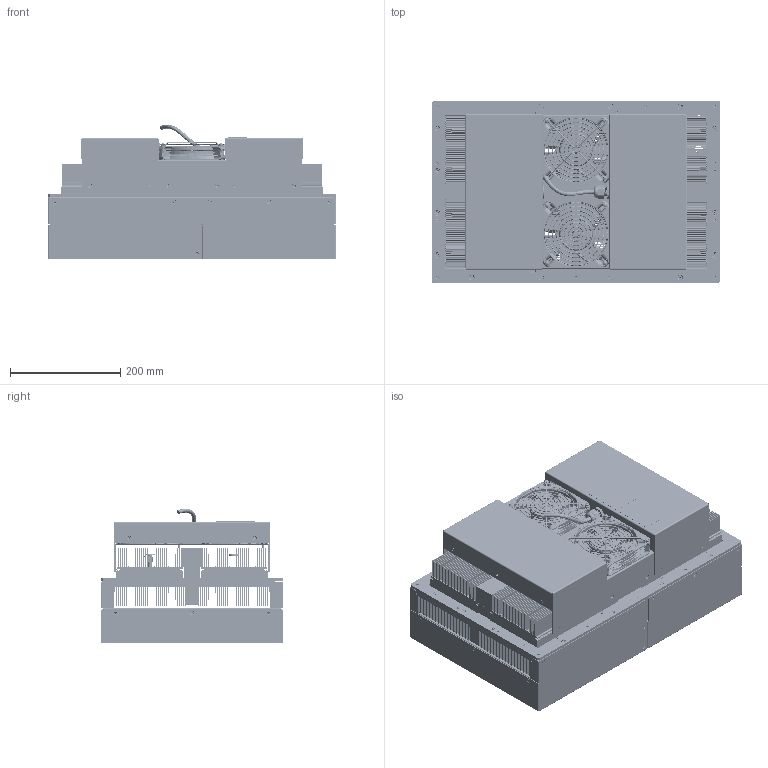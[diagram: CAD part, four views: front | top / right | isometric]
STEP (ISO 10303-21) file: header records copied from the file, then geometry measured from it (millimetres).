
FILE_DESCRIPTION (( 'STEP AP203' ), '1' );
FILE_NAME ('AHP-225UXE.STEP', '2016-07-21T13:30:11', ( '' ), ( '' ), 'SwSTEP 2.0', 'SolidWorks 2016', '' );
FILE_SCHEMA (( 'CONFIG_CONTROL_DESIGN' ));
Products named in the file (1): AHP-225UXE
Bounding box: 521.21 x 330.71 x 243.95 mm (x, y, z)
Surface area: 5924963.9 mm2 (no closed solid volume)
Topology: 0 solids, 1443 shells, 6250 faces, 29819 edges, 24484 vertices
Faces by surface type: plane 3460, cylinder 1800, bspline 511, cone 327, torus 84, sphere 68
Entity records: 362619 total; most frequent: CARTESIAN_POINT 141555, DIRECTION 41237, ORIENTED_EDGE 38417, EDGE_CURVE 29799, VERTEX_POINT 24484, LINE 16929, VECTOR 16929, AXIS2_PLACEMENT_3D 12154
